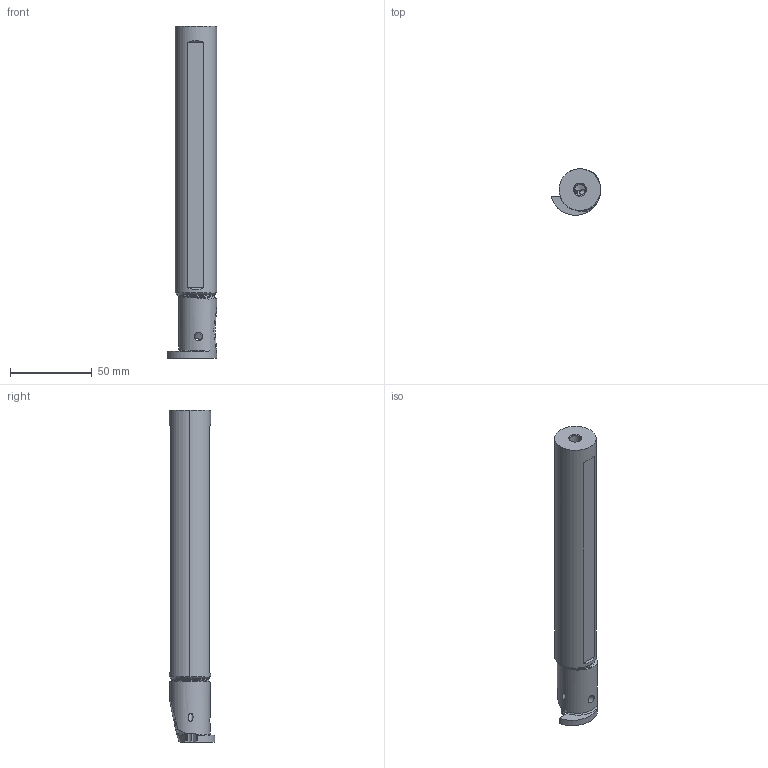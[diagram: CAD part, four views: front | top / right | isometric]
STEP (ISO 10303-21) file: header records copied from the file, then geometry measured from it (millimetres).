
FILE_DESCRIPTION(/* description */ (''),/* implementation_level */ '2;1');
FILE_NAME(/* name */ 'GYARUS16R90B-H07.stp',/* time_stamp */ '2017-01-13T13:00:19+09:00',/* author */ (''),/* organization */ (''),/* preprocessor_version */ 'ST-DEVELOPER v16',/* originating_system */ 'SIEMENS PLM Software NX 10.0',/* authorisation */ '');
FILE_SCHEMA (('AUTOMOTIVE_DESIGN { 1 0 10303 214 3 1 1 1 }'));
Length unit declared in the file: millimetre
Products named in the file (1): GYARUS16R90B-H07
Bounding box: 30.14 x 28.01 x 202.7 mm (x, y, z)
Volume: 89243.9 mm3; surface area: 21756.3 mm2
Topology: 1 solids, 1 shells, 64 faces, 183 edges, 121 vertices
Faces by surface type: plane 24, cylinder 22, cone 10, torus 5, extrusion 2, bspline 1
Entity records: 3066 total; most frequent: CARTESIAN_POINT 1367, ORIENTED_EDGE 362, DIRECTION 331, EDGE_CURVE 181, AXIS2_PLACEMENT_3D 126, VERTEX_POINT 121, VECTOR 79, LINE 77
